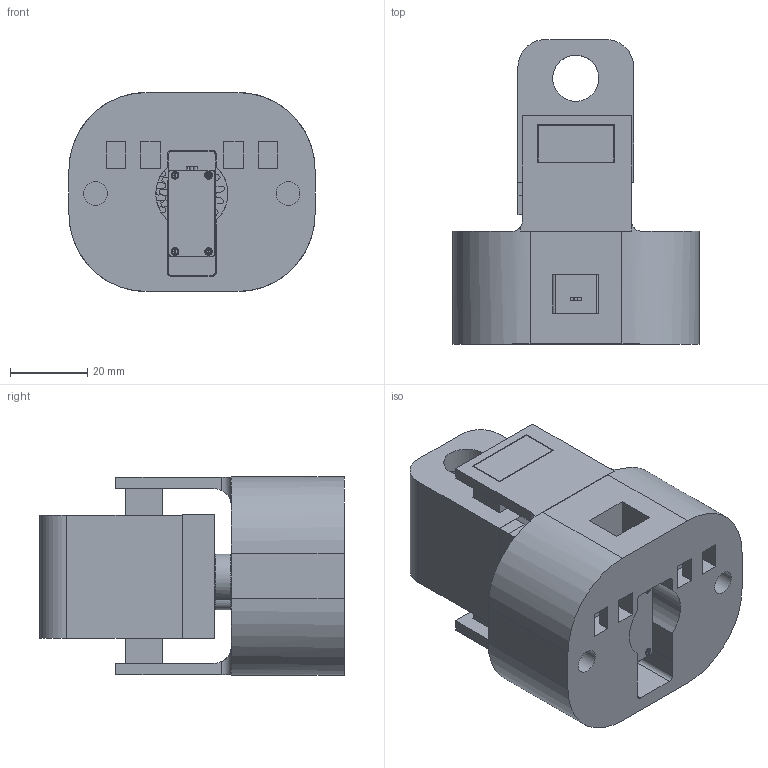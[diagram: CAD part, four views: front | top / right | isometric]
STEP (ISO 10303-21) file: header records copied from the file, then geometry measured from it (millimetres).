
FILE_DESCRIPTION(/* description */ (''),/* implementation_level */ '2;1');
FILE_NAME(/* name */ '7f8437d9-ff63-40f5-8c44-e7c2b4d1794c.stp',/* time_stamp */ '2025-08-11T20:10:37Z',/* author */ (''),/* organization */ (''),/* preprocessor_version */ 'ST-DEVELOPER v20.1',/* originating_system */ 'Autodesk Translation Framework v14.10.0.0',/* authorisation */ '');
FILE_SCHEMA (('AUTOMOTIVE_DESIGN { 1 0 10303 214 3 1 1 }'));
Products named in the file (6): Final front mount; Spur Gear (15 teeth); SG90 - Micro Servo 9g - Tower Pro; SG90 - Micro Servo 9g - Tower Pro.1_Pea; pen holder; Rack
Assembly tree (5 placements, depth 3):
  Final front mount
    Spur Gear (15 teeth)
    SG90 - Micro Servo 9g - Tower Pro
      SG90 - Micro Servo 9g - Tower Pro.1_Pea
    pen holder
    Rack
Bounding box: 63.88 x 79.02 x 51.63 mm (x, y, z)
Volume: 116818.9 mm3; surface area: 36526.7 mm2
Topology: 6 solids, 6 shells, 810 faces, 2771 edges, 2072 vertices
Faces by surface type: plane 486, cylinder 228, bspline 68, torus 25, sphere 2, cone 1
Full cylindrical faces by diameter (mm): 1.6 x1, 1.8 x4, 2 x4, 4.4 x2, 5 x2, 6.15 x2, 12 x1
Entity records: 51814 total; most frequent: CARTESIAN_POINT 28182, ORIENTED_EDGE 5550, DIRECTION 4122, EDGE_CURVE 2775, VERTEX_POINT 2072, LINE 1554, VECTOR 1554, AXIS2_PLACEMENT_3D 1284
